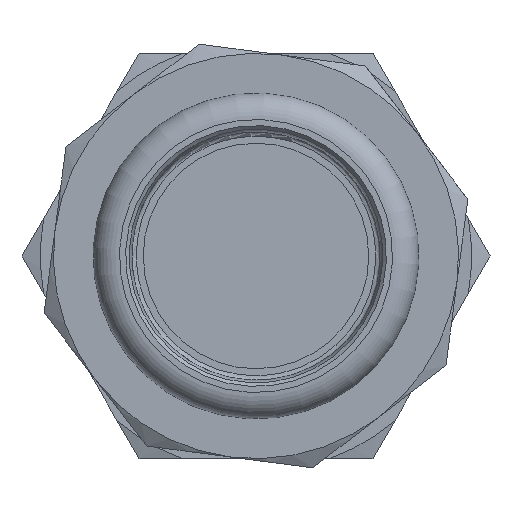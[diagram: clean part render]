
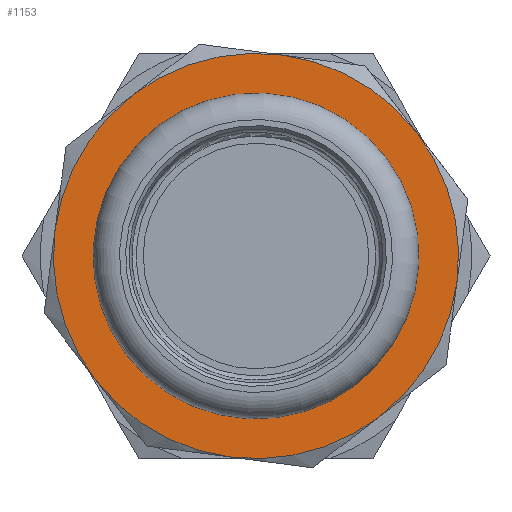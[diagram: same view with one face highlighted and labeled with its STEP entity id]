
A CAD part, left-side view. The second image highlights one B-rep face of the part: STEP entity #1153.
In plain terms, the highlighted planar face has unit normal (-1, 0, 0).
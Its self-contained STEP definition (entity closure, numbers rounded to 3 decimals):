
#203=FACE_BOUND('',#291,.T.);
#214=FACE_OUTER_BOUND('',#290,.T.);
#290=EDGE_LOOP('',(#724,#725,#726,#727,#728,#729,#730,#731));
#291=EDGE_LOOP('',(#732));
#381=CIRCLE('',#1263,23.);
#382=CIRCLE('',#1264,23.);
#383=CIRCLE('',#1265,23.);
#384=CIRCLE('',#1266,23.);
#385=CIRCLE('',#1267,23.);
#386=CIRCLE('',#1268,23.);
#387=CIRCLE('',#1269,23.);
#388=CIRCLE('',#1270,23.);
#389=CIRCLE('',#1271,18.);
#452=VERTEX_POINT('',#1756);
#453=VERTEX_POINT('',#1757);
#454=VERTEX_POINT('',#1759);
#455=VERTEX_POINT('',#1761);
#456=VERTEX_POINT('',#1763);
#457=VERTEX_POINT('',#1765);
#458=VERTEX_POINT('',#1767);
#459=VERTEX_POINT('',#1769);
#460=VERTEX_POINT('',#1772);
#556=EDGE_CURVE('',#452,#453,#381,.T.);
#557=EDGE_CURVE('',#454,#452,#382,.T.);
#558=EDGE_CURVE('',#455,#454,#383,.T.);
#559=EDGE_CURVE('',#456,#455,#384,.T.);
#560=EDGE_CURVE('',#457,#456,#385,.T.);
#561=EDGE_CURVE('',#458,#457,#386,.T.);
#562=EDGE_CURVE('',#459,#458,#387,.T.);
#563=EDGE_CURVE('',#453,#459,#388,.T.);
#564=EDGE_CURVE('',#460,#460,#389,.T.);
#724=ORIENTED_EDGE('',*,*,#556,.F.);
#725=ORIENTED_EDGE('',*,*,#557,.F.);
#726=ORIENTED_EDGE('',*,*,#558,.F.);
#727=ORIENTED_EDGE('',*,*,#559,.F.);
#728=ORIENTED_EDGE('',*,*,#560,.F.);
#729=ORIENTED_EDGE('',*,*,#561,.F.);
#730=ORIENTED_EDGE('',*,*,#562,.F.);
#731=ORIENTED_EDGE('',*,*,#563,.F.);
#732=ORIENTED_EDGE('',*,*,#564,.F.);
#1052=PLANE('',#1262);
#1153=ADVANCED_FACE('',(#214,#203),#1052,.F.);
#1262=AXIS2_PLACEMENT_3D('',#1755,#1424,#1425);
#1263=AXIS2_PLACEMENT_3D('',#1758,#1426,#1427);
#1264=AXIS2_PLACEMENT_3D('',#1760,#1428,#1429);
#1265=AXIS2_PLACEMENT_3D('',#1762,#1430,#1431);
#1266=AXIS2_PLACEMENT_3D('',#1764,#1432,#1433);
#1267=AXIS2_PLACEMENT_3D('',#1766,#1434,#1435);
#1268=AXIS2_PLACEMENT_3D('',#1768,#1436,#1437);
#1269=AXIS2_PLACEMENT_3D('',#1770,#1438,#1439);
#1270=AXIS2_PLACEMENT_3D('',#1771,#1440,#1441);
#1271=AXIS2_PLACEMENT_3D('',#1773,#1442,#1443);
#1424=DIRECTION('center_axis',(1.,0.,0.));
#1425=DIRECTION('ref_axis',(0.,0.866,0.5));
#1426=DIRECTION('center_axis',(1.,0.,0.));
#1427=DIRECTION('ref_axis',(0.,-0.749,-0.663));
#1428=DIRECTION('center_axis',(1.,0.,0.));
#1429=DIRECTION('ref_axis',(0.,-0.749,-0.663));
#1430=DIRECTION('center_axis',(1.,0.,0.));
#1431=DIRECTION('ref_axis',(0.,-0.749,-0.663));
#1432=DIRECTION('center_axis',(1.,0.,0.));
#1433=DIRECTION('ref_axis',(0.,-0.749,-0.663));
#1434=DIRECTION('center_axis',(1.,0.,0.));
#1435=DIRECTION('ref_axis',(0.,-0.749,-0.663));
#1436=DIRECTION('center_axis',(1.,0.,0.));
#1437=DIRECTION('ref_axis',(0.,-0.749,-0.663));
#1438=DIRECTION('center_axis',(1.,0.,0.));
#1439=DIRECTION('ref_axis',(0.,-0.749,-0.663));
#1440=DIRECTION('center_axis',(1.,0.,0.));
#1441=DIRECTION('ref_axis',(0.,-0.749,-0.663));
#1442=DIRECTION('center_axis',(-1.,0.,0.));
#1443=DIRECTION('ref_axis',(0.,-0.339,-0.941));
#1755=CARTESIAN_POINT('Origin',(24.7,15.632,9.025));
#1756=CARTESIAN_POINT('',(24.7,-14.001,-18.247));
#1757=CARTESIAN_POINT('',(24.7,3.002,-22.803));
#1758=CARTESIAN_POINT('Origin',(24.7,0.,0.));
#1759=CARTESIAN_POINT('',(24.7,-22.803,-3.002));
#1760=CARTESIAN_POINT('Origin',(24.7,0.,0.));
#1761=CARTESIAN_POINT('',(24.7,-18.247,14.002));
#1762=CARTESIAN_POINT('Origin',(24.7,0.,0.));
#1763=CARTESIAN_POINT('',(24.7,-3.002,22.803));
#1764=CARTESIAN_POINT('Origin',(24.7,0.,0.));
#1765=CARTESIAN_POINT('',(24.7,14.001,18.247));
#1766=CARTESIAN_POINT('Origin',(24.7,0.,0.));
#1767=CARTESIAN_POINT('',(24.7,22.803,3.002));
#1768=CARTESIAN_POINT('Origin',(24.7,0.,0.));
#1769=CARTESIAN_POINT('',(24.7,18.247,-14.002));
#1770=CARTESIAN_POINT('Origin',(24.7,0.,0.));
#1771=CARTESIAN_POINT('Origin',(24.7,0.,0.));
#1772=CARTESIAN_POINT('',(24.7,6.109,16.932));
#1773=CARTESIAN_POINT('Origin',(24.7,0.,0.));
